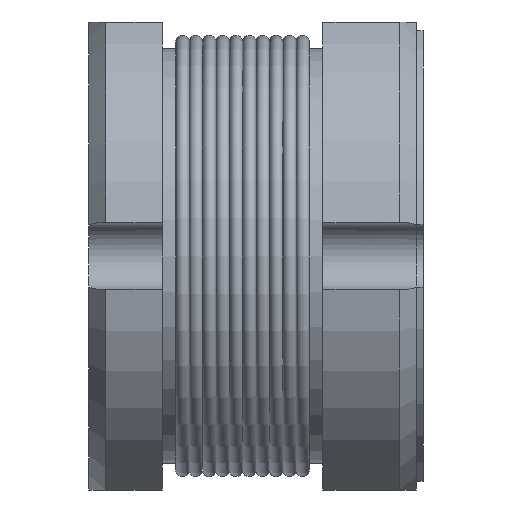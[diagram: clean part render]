
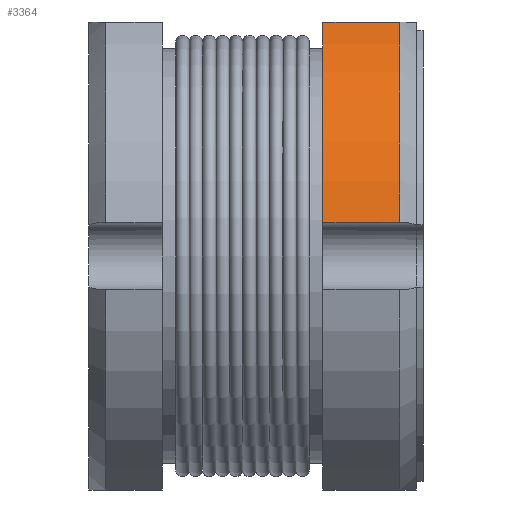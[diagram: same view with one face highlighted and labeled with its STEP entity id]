
A CAD part, left-side view. The second image highlights one B-rep face of the part: STEP entity #3364.
In plain terms, the highlighted cylindrical face has radius 3.9 mm (diameter 7.8 mm), a partial arc.
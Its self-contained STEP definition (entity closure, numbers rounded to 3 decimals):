
#1739 = VERTEX_POINT('',#1740);
#1740 = CARTESIAN_POINT('',(-3.868,1.4,0.5));
#1747 = PLANE('',#1748);
#1748 = AXIS2_PLACEMENT_3D('',#1749,#1750,#1751);
#1749 = CARTESIAN_POINT('',(-3.9,0.,0.5));
#1750 = DIRECTION('',(0.,0.,1.));
#1751 = DIRECTION('',(1.,0.,-0.));
#1759 = PLANE('',#1760);
#1760 = AXIS2_PLACEMENT_3D('',#1761,#1762,#1763);
#1761 = CARTESIAN_POINT('',(3.5,1.4,0.));
#1762 = DIRECTION('',(0.,1.,0.));
#1763 = DIRECTION('',(0.,-0.,1.));
#1800 = VERTEX_POINT('',#1801);
#1801 = CARTESIAN_POINT('',(-3.868,0.25,0.5));
#1815 = CONICAL_SURFACE('',#1816,3.775,0.785);
#1816 = AXIS2_PLACEMENT_3D('',#1817,#1818,#1819);
#1817 = CARTESIAN_POINT('',(0.,0.125,0.));
#1818 = DIRECTION('',(0.,1.,0.));
#1819 = DIRECTION('',(1.,0.,0.));
#1826 = EDGE_CURVE('',#1739,#1800,#1827,.T.);
#1827 = SURFACE_CURVE('',#1828,(#1832,#1839),.PCURVE_S1.);
#1828 = LINE('',#1829,#1830);
#1829 = CARTESIAN_POINT('',(-3.868,0.825,0.5));
#1830 = VECTOR('',#1831,1.);
#1831 = DIRECTION('',(0.,-1.,0.));
#1832 = PCURVE('',#1747,#1833);
#1833 = DEFINITIONAL_REPRESENTATION('',(#1834),#1838);
#1834 = LINE('',#1835,#1836);
#1835 = CARTESIAN_POINT('',(0.032,0.825));
#1836 = VECTOR('',#1837,1.);
#1837 = DIRECTION('',(0.,-1.));
#1838 = ( GEOMETRIC_REPRESENTATION_CONTEXT(2) 
PARAMETRIC_REPRESENTATION_CONTEXT() REPRESENTATION_CONTEXT('2D SPACE',''
  ) );
#1839 = PCURVE('',#1840,#1845);
#1840 = CYLINDRICAL_SURFACE('',#1841,3.9);
#1841 = AXIS2_PLACEMENT_3D('',#1842,#1843,#1844);
#1842 = CARTESIAN_POINT('',(0.,0.825,0.));
#1843 = DIRECTION('',(0.,-1.,0.));
#1844 = DIRECTION('',(1.,0.,0.));
#1845 = DEFINITIONAL_REPRESENTATION('',(#1846),#1850);
#1846 = LINE('',#1847,#1848);
#1847 = CARTESIAN_POINT('',(3.013,0.));
#1848 = VECTOR('',#1849,1.);
#1849 = DIRECTION('',(0.,1.));
#1850 = ( GEOMETRIC_REPRESENTATION_CONTEXT(2) 
PARAMETRIC_REPRESENTATION_CONTEXT() REPRESENTATION_CONTEXT('2D SPACE',''
  ) );
#3139 = VERTEX_POINT('',#3140);
#3140 = CARTESIAN_POINT('',(-1.72,0.25,3.5));
#3176 = PLANE('',#3177);
#3177 = AXIS2_PLACEMENT_3D('',#3178,#3179,#3180);
#3178 = CARTESIAN_POINT('',(-6.721,4.9,3.5));
#3179 = DIRECTION('',(0.,0.,-1.));
#3180 = DIRECTION('',(1.,0.,0.));
#3188 = EDGE_CURVE('',#3139,#1800,#3189,.T.);
#3189 = SURFACE_CURVE('',#3190,(#3195,#3202),.PCURVE_S1.);
#3190 = CIRCLE('',#3191,3.9);
#3191 = AXIS2_PLACEMENT_3D('',#3192,#3193,#3194);
#3192 = CARTESIAN_POINT('',(0.,0.25,0.));
#3193 = DIRECTION('',(0.,-1.,0.));
#3194 = DIRECTION('',(1.,0.,0.));
#3195 = PCURVE('',#1815,#3196);
#3196 = DEFINITIONAL_REPRESENTATION('',(#3197),#3201);
#3197 = LINE('',#3198,#3199);
#3198 = CARTESIAN_POINT('',(6.283,0.125));
#3199 = VECTOR('',#3200,1.);
#3200 = DIRECTION('',(-1.,0.));
#3201 = ( GEOMETRIC_REPRESENTATION_CONTEXT(2) 
PARAMETRIC_REPRESENTATION_CONTEXT() REPRESENTATION_CONTEXT('2D SPACE',''
  ) );
#3202 = PCURVE('',#1840,#3203);
#3203 = DEFINITIONAL_REPRESENTATION('',(#3204),#3208);
#3204 = LINE('',#3205,#3206);
#3205 = CARTESIAN_POINT('',(0.,0.575));
#3206 = VECTOR('',#3207,1.);
#3207 = DIRECTION('',(1.,0.));
#3208 = ( GEOMETRIC_REPRESENTATION_CONTEXT(2) 
PARAMETRIC_REPRESENTATION_CONTEXT() REPRESENTATION_CONTEXT('2D SPACE',''
  ) );
#3364 = ADVANCED_FACE('',(#3365),#1840,.T.);
#3365 = FACE_BOUND('',#3366,.T.);
#3366 = EDGE_LOOP('',(#3367,#3368,#3369,#3392));
#3367 = ORIENTED_EDGE('',*,*,#1826,.T.);
#3368 = ORIENTED_EDGE('',*,*,#3188,.F.);
#3369 = ORIENTED_EDGE('',*,*,#3370,.T.);
#3370 = EDGE_CURVE('',#3139,#3371,#3373,.T.);
#3371 = VERTEX_POINT('',#3372);
#3372 = CARTESIAN_POINT('',(-1.72,1.4,3.5));
#3373 = SURFACE_CURVE('',#3374,(#3378,#3385),.PCURVE_S1.);
#3374 = LINE('',#3375,#3376);
#3375 = CARTESIAN_POINT('',(-1.72,0.825,3.5));
#3376 = VECTOR('',#3377,1.);
#3377 = DIRECTION('',(0.,1.,0.));
#3378 = PCURVE('',#1840,#3379);
#3379 = DEFINITIONAL_REPRESENTATION('',(#3380),#3384);
#3380 = LINE('',#3381,#3382);
#3381 = CARTESIAN_POINT('',(2.028,0.));
#3382 = VECTOR('',#3383,1.);
#3383 = DIRECTION('',(0.,-1.));
#3384 = ( GEOMETRIC_REPRESENTATION_CONTEXT(2) 
PARAMETRIC_REPRESENTATION_CONTEXT() REPRESENTATION_CONTEXT('2D SPACE',''
  ) );
#3385 = PCURVE('',#3176,#3386);
#3386 = DEFINITIONAL_REPRESENTATION('',(#3387),#3391);
#3387 = LINE('',#3388,#3389);
#3388 = CARTESIAN_POINT('',(5.001,4.075));
#3389 = VECTOR('',#3390,1.);
#3390 = DIRECTION('',(0.,-1.));
#3391 = ( GEOMETRIC_REPRESENTATION_CONTEXT(2) 
PARAMETRIC_REPRESENTATION_CONTEXT() REPRESENTATION_CONTEXT('2D SPACE',''
  ) );
#3392 = ORIENTED_EDGE('',*,*,#3393,.T.);
#3393 = EDGE_CURVE('',#3371,#1739,#3394,.T.);
#3394 = SURFACE_CURVE('',#3395,(#3400,#3407),.PCURVE_S1.);
#3395 = CIRCLE('',#3396,3.9);
#3396 = AXIS2_PLACEMENT_3D('',#3397,#3398,#3399);
#3397 = CARTESIAN_POINT('',(0.,1.4,0.));
#3398 = DIRECTION('',(0.,-1.,0.));
#3399 = DIRECTION('',(1.,0.,0.));
#3400 = PCURVE('',#1840,#3401);
#3401 = DEFINITIONAL_REPRESENTATION('',(#3402),#3406);
#3402 = LINE('',#3403,#3404);
#3403 = CARTESIAN_POINT('',(0.,-0.575));
#3404 = VECTOR('',#3405,1.);
#3405 = DIRECTION('',(1.,0.));
#3406 = ( GEOMETRIC_REPRESENTATION_CONTEXT(2) 
PARAMETRIC_REPRESENTATION_CONTEXT() REPRESENTATION_CONTEXT('2D SPACE',''
  ) );
#3407 = PCURVE('',#1759,#3408);
#3408 = DEFINITIONAL_REPRESENTATION('',(#3409),#3417);
#3409 = ( BOUNDED_CURVE() B_SPLINE_CURVE(2,(#3410,#3411,#3412,#3413,
#3414,#3415,#3416),.UNSPECIFIED.,.T.,.F.) B_SPLINE_CURVE_WITH_KNOTS((1,2
    ,2,2,2,1),(-2.094,0.,2.094,4.189,
6.283,8.378),.UNSPECIFIED.) CURVE() 
GEOMETRIC_REPRESENTATION_ITEM() RATIONAL_B_SPLINE_CURVE((1.,0.5,1.,0.5,
1.,0.5,1.)) REPRESENTATION_ITEM('') );
#3410 = CARTESIAN_POINT('',(0.,0.4));
#3411 = CARTESIAN_POINT('',(6.755,0.4));
#3412 = CARTESIAN_POINT('',(3.377,-5.45));
#3413 = CARTESIAN_POINT('',(0.,-11.3));
#3414 = CARTESIAN_POINT('',(-3.377,-5.45));
#3415 = CARTESIAN_POINT('',(-6.755,0.4));
#3416 = CARTESIAN_POINT('',(0.,0.4));
#3417 = ( GEOMETRIC_REPRESENTATION_CONTEXT(2) 
PARAMETRIC_REPRESENTATION_CONTEXT() REPRESENTATION_CONTEXT('2D SPACE',''
  ) );
